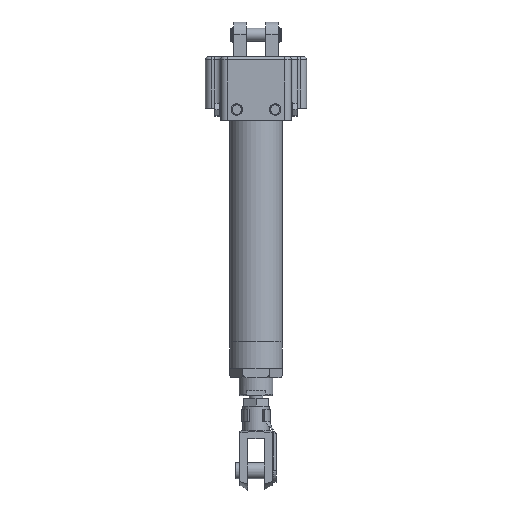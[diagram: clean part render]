
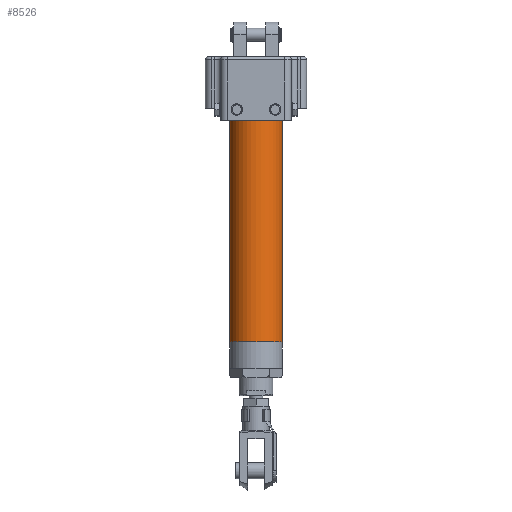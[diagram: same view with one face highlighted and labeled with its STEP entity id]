
A CAD part, front view. The second image highlights one B-rep face of the part: STEP entity #8526.
In plain terms, the highlighted cylindrical face has radius 26 mm (diameter 52 mm), a full revolution.
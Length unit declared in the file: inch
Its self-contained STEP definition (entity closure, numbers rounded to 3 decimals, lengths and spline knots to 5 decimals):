
#339 = CARTESIAN_POINT ( 'NONE',  ( 0., -1.02362, 0. ) ) ;
#1472 = EDGE_LOOP ( 'NONE', ( #17701 ) ) ;
#1684 = EDGE_CURVE ( 'NONE', #4080, #4080, #19744, .T. ) ;
#2056 = CYLINDRICAL_SURFACE ( 'NONE', #2474, 1.02362 ) ;
#2474 = AXIS2_PLACEMENT_3D ( 'NONE', #16708, #12219, #18629 ) ;
#4080 = VERTEX_POINT ( 'NONE', #16152 ) ;
#4130 = DIRECTION ( 'NONE',  ( 0., 0., -1. ) ) ;
#4718 = EDGE_LOOP ( 'NONE', ( #9280 ) ) ;
#7985 = AXIS2_PLACEMENT_3D ( 'NONE', #25186, #4130, #20574 ) ;
#8018 = FACE_OUTER_BOUND ( 'NONE', #1472, .T. ) ;
#8526 = ADVANCED_FACE ( 'NONE', ( #12496, #8018 ), #2056, .T. ) ;
#9005 = EDGE_CURVE ( 'NONE', #26727, #26727, #9294, .T. ) ;
#9280 = ORIENTED_EDGE ( 'NONE', *, *, #1684, .T. ) ;
#9294 = CIRCLE ( 'NONE', #7985, 1.02362 ) ;
#12219 = DIRECTION ( 'NONE',  ( 0., 0., 1. ) ) ;
#12496 = FACE_OUTER_BOUND ( 'NONE', #4718, .T. ) ;
#16152 = CARTESIAN_POINT ( 'NONE',  ( 1.02362, 0., -8.649 ) ) ;
#16708 = CARTESIAN_POINT ( 'NONE',  ( 0., 0., -8.0865 ) ) ;
#16856 = CARTESIAN_POINT ( 'NONE',  ( 0., 0., -8.649 ) ) ;
#17132 = DIRECTION ( 'NONE',  ( 0., 0., 1. ) ) ;
#17528 = DIRECTION ( 'NONE',  ( 1., 0., 0. ) ) ;
#17701 = ORIENTED_EDGE ( 'NONE', *, *, #9005, .T. ) ;
#18629 = DIRECTION ( 'NONE',  ( 1., 0., 0. ) ) ;
#19744 = CIRCLE ( 'NONE', #26240, 1.02362 ) ;
#20574 = DIRECTION ( 'NONE',  ( 0., -1., 0. ) ) ;
#25186 = CARTESIAN_POINT ( 'NONE',  ( 0., 0., 0. ) ) ;
#26240 = AXIS2_PLACEMENT_3D ( 'NONE', #16856, #17132, #17528 ) ;
#26727 = VERTEX_POINT ( 'NONE', #339 ) ;
